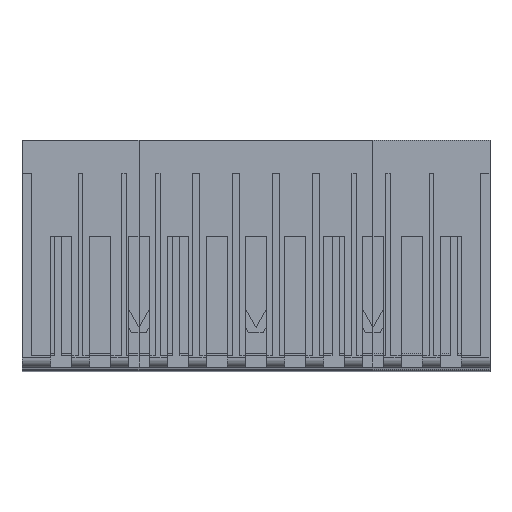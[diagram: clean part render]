
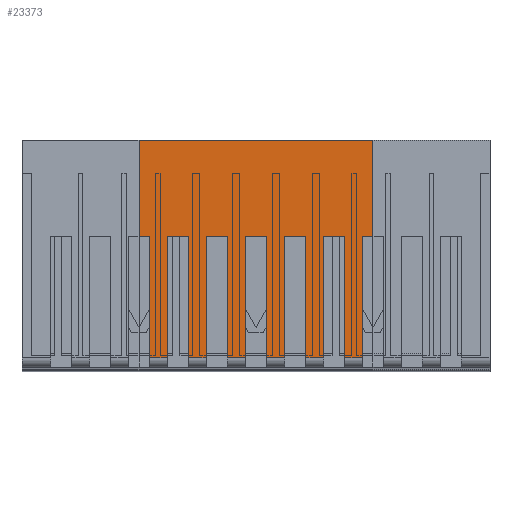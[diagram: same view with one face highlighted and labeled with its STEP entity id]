
A CAD part, top view. The second image highlights one B-rep face of the part: STEP entity #23373.
In plain terms, the highlighted planar face has unit normal (0, 0, 1).
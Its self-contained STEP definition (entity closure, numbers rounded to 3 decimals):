
#6238=CARTESIAN_POINT('',(-2.25,-46.5,556.0));
#6239=VERTEX_POINT('',#6238);
#6247=CARTESIAN_POINT('',(-6.05,-46.5,556.0));
#6248=VERTEX_POINT('',#6247);
#6249=CARTESIAN_POINT('',(-2.25,-46.5,556.0));
#6250=DIRECTION('',(-1.0,0.0,0.0));
#6251=VECTOR('',#6250,3.8);
#6252=LINE('',#6249,#6251);
#6253=EDGE_CURVE('',#6239,#6248,#6252,.T.);
#6311=CARTESIAN_POINT('',(-2.25,-20.5,556.0));
#6312=VERTEX_POINT('',#6311);
#6319=CARTESIAN_POINT('',(-2.25,-46.5,556.0));
#6320=DIRECTION('',(0.0,1.0,0.0));
#6321=VECTOR('',#6320,26.);
#6322=LINE('',#6319,#6321);
#6323=EDGE_CURVE('',#6239,#6312,#6322,.T.);
#6549=CARTESIAN_POINT('',(-14.35,-46.5,556.0));
#6550=VERTEX_POINT('',#6549);
#6559=CARTESIAN_POINT('',(-10.55,-46.5,556.0));
#6560=VERTEX_POINT('',#6559);
#6568=CARTESIAN_POINT('',(-10.55,-46.5,556.0));
#6569=DIRECTION('',(-1.0,0.0,0.0));
#6570=VECTOR('',#6569,3.8);
#6571=LINE('',#6568,#6570);
#6572=EDGE_CURVE('',#6560,#6550,#6571,.T.);
#6608=CARTESIAN_POINT('',(-10.55,-20.5,556.0));
#6609=VERTEX_POINT('',#6608);
#6616=CARTESIAN_POINT('',(-10.55,-46.5,556.0));
#6617=DIRECTION('',(0.0,1.0,0.0));
#6618=VECTOR('',#6617,26.);
#6619=LINE('',#6616,#6618);
#6620=EDGE_CURVE('',#6560,#6609,#6619,.T.);
#6630=CARTESIAN_POINT('',(-22.75,-46.5,556.0));
#6631=VERTEX_POINT('',#6630);
#6640=CARTESIAN_POINT('',(-18.85,-46.5,556.0));
#6641=VERTEX_POINT('',#6640);
#6649=CARTESIAN_POINT('',(-18.85,-46.5,556.0));
#6650=DIRECTION('',(-1.0,0.0,0.0));
#6651=VECTOR('',#6650,3.9);
#6652=LINE('',#6649,#6651);
#6653=EDGE_CURVE('',#6641,#6631,#6652,.T.);
#6689=CARTESIAN_POINT('',(-18.85,-20.5,556.0));
#6690=VERTEX_POINT('',#6689);
#6697=CARTESIAN_POINT('',(-18.85,-46.5,556.0));
#6698=DIRECTION('',(0.0,1.0,0.0));
#6699=VECTOR('',#6698,26.);
#6700=LINE('',#6697,#6699);
#6701=EDGE_CURVE('',#6641,#6690,#6700,.T.);
#6711=CARTESIAN_POINT('',(-31.15,-46.5,556.0));
#6712=VERTEX_POINT('',#6711);
#6721=CARTESIAN_POINT('',(-27.25,-46.5,556.0));
#6722=VERTEX_POINT('',#6721);
#6730=CARTESIAN_POINT('',(-27.25,-46.5,556.0));
#6731=DIRECTION('',(-1.0,0.0,0.0));
#6732=VECTOR('',#6731,3.9);
#6733=LINE('',#6730,#6732);
#6734=EDGE_CURVE('',#6722,#6712,#6733,.T.);
#6770=CARTESIAN_POINT('',(-27.25,-20.5,556.0));
#6771=VERTEX_POINT('',#6770);
#6778=CARTESIAN_POINT('',(-27.25,-46.5,556.0));
#6779=DIRECTION('',(0.0,1.0,0.0));
#6780=VECTOR('',#6779,26.);
#6781=LINE('',#6778,#6780);
#6782=EDGE_CURVE('',#6722,#6771,#6781,.T.);
#6792=CARTESIAN_POINT('',(-39.45,-46.5,556.0));
#6793=VERTEX_POINT('',#6792);
#6802=CARTESIAN_POINT('',(-35.65,-46.5,556.0));
#6803=VERTEX_POINT('',#6802);
#6811=CARTESIAN_POINT('',(-35.65,-46.5,556.0));
#6812=DIRECTION('',(-1.0,0.0,0.0));
#6813=VECTOR('',#6812,3.8);
#6814=LINE('',#6811,#6813);
#6815=EDGE_CURVE('',#6803,#6793,#6814,.T.);
#6851=CARTESIAN_POINT('',(-35.65,-20.5,556.0));
#6852=VERTEX_POINT('',#6851);
#6859=CARTESIAN_POINT('',(-35.65,-46.5,556.0));
#6860=DIRECTION('',(0.0,1.0,0.0));
#6861=VECTOR('',#6860,26.);
#6862=LINE('',#6859,#6861);
#6863=EDGE_CURVE('',#6803,#6852,#6862,.T.);
#6873=CARTESIAN_POINT('',(-47.75,-46.5,556.0));
#6874=VERTEX_POINT('',#6873);
#6883=CARTESIAN_POINT('',(-43.95,-46.5,556.0));
#6884=VERTEX_POINT('',#6883);
#6892=CARTESIAN_POINT('',(-43.95,-46.5,556.0));
#6893=DIRECTION('',(-1.0,0.0,0.0));
#6894=VECTOR('',#6893,3.8);
#6895=LINE('',#6892,#6894);
#6896=EDGE_CURVE('',#6884,#6874,#6895,.T.);
#6907=CARTESIAN_POINT('',(-47.75,-20.5,556.0));
#6908=VERTEX_POINT('',#6907);
#6909=CARTESIAN_POINT('',(-47.75,-20.5,556.0));
#6910=DIRECTION('',(0.0,-1.0,0.0));
#6911=VECTOR('',#6910,26.);
#6912=LINE('',#6909,#6911);
#6913=EDGE_CURVE('',#6908,#6874,#6912,.T.);
#17421=CARTESIAN_POINT('',(-43.95,-20.5,556.0));
#17422=VERTEX_POINT('',#17421);
#17429=CARTESIAN_POINT('',(-43.95,-46.5,556.0));
#17430=DIRECTION('',(0.0,1.0,0.0));
#17431=VECTOR('',#17430,26.);
#17432=LINE('',#17429,#17431);
#17433=EDGE_CURVE('',#6884,#17422,#17432,.T.);
#17563=CARTESIAN_POINT('',(-31.15,-20.5,556.0));
#17564=VERTEX_POINT('',#17563);
#17565=CARTESIAN_POINT('',(-31.15,-20.5,556.0));
#17566=DIRECTION('',(0.0,-1.0,0.0));
#17567=VECTOR('',#17566,26.);
#17568=LINE('',#17565,#17567);
#17569=EDGE_CURVE('',#17564,#6712,#17568,.T.);
#17665=CARTESIAN_POINT('',(-22.75,-20.5,556.0));
#17666=VERTEX_POINT('',#17665);
#17667=CARTESIAN_POINT('',(-22.75,-20.5,556.0));
#17668=DIRECTION('',(0.0,-1.0,0.0));
#17669=VECTOR('',#17668,26.);
#17670=LINE('',#17667,#17669);
#17671=EDGE_CURVE('',#17666,#6631,#17670,.T.);
#17767=CARTESIAN_POINT('',(-14.35,-20.5,556.0));
#17768=VERTEX_POINT('',#17767);
#17769=CARTESIAN_POINT('',(-14.35,-20.5,556.0));
#17770=DIRECTION('',(0.0,-1.0,0.0));
#17771=VECTOR('',#17770,26.);
#17772=LINE('',#17769,#17771);
#17773=EDGE_CURVE('',#17768,#6550,#17772,.T.);
#20637=CARTESIAN_POINT('',(-18.85,-20.5,556.0));
#20638=DIRECTION('',(1.0,0.0,0.0));
#20639=VECTOR('',#20638,4.5);
#20640=LINE('',#20637,#20639);
#20641=EDGE_CURVE('',#6690,#17768,#20640,.T.);
#20660=CARTESIAN_POINT('',(-6.05,-20.5,556.0));
#20661=VERTEX_POINT('',#20660);
#20668=CARTESIAN_POINT('',(-10.55,-20.5,556.0));
#20669=DIRECTION('',(1.0,0.0,0.0));
#20670=VECTOR('',#20669,4.5);
#20671=LINE('',#20668,#20670);
#20672=EDGE_CURVE('',#6609,#20661,#20671,.T.);
#20849=CARTESIAN_POINT('',(-50.0,-20.5,556.0));
#20850=VERTEX_POINT('',#20849);
#20857=CARTESIAN_POINT('',(-50.0,0.0,556.0));
#20858=VERTEX_POINT('',#20857);
#20859=CARTESIAN_POINT('',(-50.0,0.0,556.0));
#20860=DIRECTION('',(0.0,-1.0,0.0));
#20861=VECTOR('',#20860,20.5);
#20862=LINE('',#20859,#20861);
#20863=EDGE_CURVE('',#20858,#20850,#20862,.T.);
#20886=CARTESIAN_POINT('',(-50.0,-20.5,556.0));
#20887=DIRECTION('',(1.0,0.0,0.0));
#20888=VECTOR('',#20887,2.25);
#20889=LINE('',#20886,#20888);
#20890=EDGE_CURVE('',#20850,#6908,#20889,.T.);
#21051=CARTESIAN_POINT('',(-35.65,-20.5,556.0));
#21052=DIRECTION('',(1.0,0.0,0.0));
#21053=VECTOR('',#21052,4.5);
#21054=LINE('',#21051,#21053);
#21055=EDGE_CURVE('',#6852,#17564,#21054,.T.);
#21454=CARTESIAN_POINT('',(-27.25,-20.5,556.0));
#21455=DIRECTION('',(1.0,0.0,0.0));
#21456=VECTOR('',#21455,4.5);
#21457=LINE('',#21454,#21456);
#21458=EDGE_CURVE('',#6771,#17666,#21457,.T.);
#21668=CARTESIAN_POINT('',(0.0,0.0,556.0));
#21669=VERTEX_POINT('',#21668);
#21676=CARTESIAN_POINT('',(0.0,-20.5,556.0));
#21677=VERTEX_POINT('',#21676);
#21678=CARTESIAN_POINT('',(0.0,0.0,556.0));
#21679=DIRECTION('',(0.0,-1.0,0.0));
#21680=VECTOR('',#21679,20.5);
#21681=LINE('',#21678,#21680);
#21682=EDGE_CURVE('',#21669,#21677,#21681,.T.);
#21868=CARTESIAN_POINT('',(-6.05,-20.5,556.0));
#21869=DIRECTION('',(0.0,-1.0,0.0));
#21870=VECTOR('',#21869,26.);
#21871=LINE('',#21868,#21870);
#21872=EDGE_CURVE('',#20661,#6248,#21871,.T.);
#21957=CARTESIAN_POINT('',(-2.25,-20.5,556.0));
#21958=DIRECTION('',(1.0,0.0,0.0));
#21959=VECTOR('',#21958,2.25);
#21960=LINE('',#21957,#21959);
#21961=EDGE_CURVE('',#6312,#21677,#21960,.T.);
#22014=CARTESIAN_POINT('',(-39.45,-20.5,556.0));
#22015=VERTEX_POINT('',#22014);
#22016=CARTESIAN_POINT('',(-39.45,-20.5,556.0));
#22017=DIRECTION('',(0.0,-1.0,0.0));
#22018=VECTOR('',#22017,26.);
#22019=LINE('',#22016,#22018);
#22020=EDGE_CURVE('',#22015,#6793,#22019,.T.);
#22042=CARTESIAN_POINT('',(-43.95,-20.5,556.0));
#22043=DIRECTION('',(1.0,0.0,0.0));
#22044=VECTOR('',#22043,4.5);
#22045=LINE('',#22042,#22044);
#22046=EDGE_CURVE('',#17422,#22015,#22045,.T.);
#23236=CARTESIAN_POINT('',(-50.0,0.0,556.0));
#23237=DIRECTION('',(1.0,0.0,0.0));
#23238=VECTOR('',#23237,50.0);
#23239=LINE('',#23236,#23238);
#23240=EDGE_CURVE('',#20858,#21669,#23239,.T.);
#23338=CARTESIAN_POINT('',(0.0,0.0,556.0));
#23339=DIRECTION('',(0.0,0.0,1.0));
#23340=DIRECTION('',(-1.0,0.0,0.0));
#23341=AXIS2_PLACEMENT_3D('',#23338,#23339,#23340);
#23342=PLANE('',#23341);
#23343=ORIENTED_EDGE('',*,*,#6253,.F.);
#23344=ORIENTED_EDGE('',*,*,#6323,.T.);
#23345=ORIENTED_EDGE('',*,*,#21961,.T.);
#23346=ORIENTED_EDGE('',*,*,#21682,.F.);
#23347=ORIENTED_EDGE('',*,*,#23240,.F.);
#23348=ORIENTED_EDGE('',*,*,#20863,.T.);
#23349=ORIENTED_EDGE('',*,*,#20890,.T.);
#23350=ORIENTED_EDGE('',*,*,#6913,.T.);
#23351=ORIENTED_EDGE('',*,*,#6896,.F.);
#23352=ORIENTED_EDGE('',*,*,#17433,.T.);
#23353=ORIENTED_EDGE('',*,*,#22046,.T.);
#23354=ORIENTED_EDGE('',*,*,#22020,.T.);
#23355=ORIENTED_EDGE('',*,*,#6815,.F.);
#23356=ORIENTED_EDGE('',*,*,#6863,.T.);
#23357=ORIENTED_EDGE('',*,*,#21055,.T.);
#23358=ORIENTED_EDGE('',*,*,#17569,.T.);
#23359=ORIENTED_EDGE('',*,*,#6734,.F.);
#23360=ORIENTED_EDGE('',*,*,#6782,.T.);
#23361=ORIENTED_EDGE('',*,*,#21458,.T.);
#23362=ORIENTED_EDGE('',*,*,#17671,.T.);
#23363=ORIENTED_EDGE('',*,*,#6653,.F.);
#23364=ORIENTED_EDGE('',*,*,#6701,.T.);
#23365=ORIENTED_EDGE('',*,*,#20641,.T.);
#23366=ORIENTED_EDGE('',*,*,#17773,.T.);
#23367=ORIENTED_EDGE('',*,*,#6572,.F.);
#23368=ORIENTED_EDGE('',*,*,#6620,.T.);
#23369=ORIENTED_EDGE('',*,*,#20672,.T.);
#23370=ORIENTED_EDGE('',*,*,#21872,.T.);
#23371=EDGE_LOOP('',(#23343,#23344,#23345,#23346,#23347,#23348,#23349,#23350,#23351,#23352,#23353,#23354,#23355,#23356,#23357,#23358,#23359,#23360,#23361,#23362,#23363,#23364,#23365,#23366,#23367,#23368,#23369,#23370));
#23372=FACE_OUTER_BOUND('',#23371,.T.);
#23373=ADVANCED_FACE('',(#23372),#23342,.T.);
